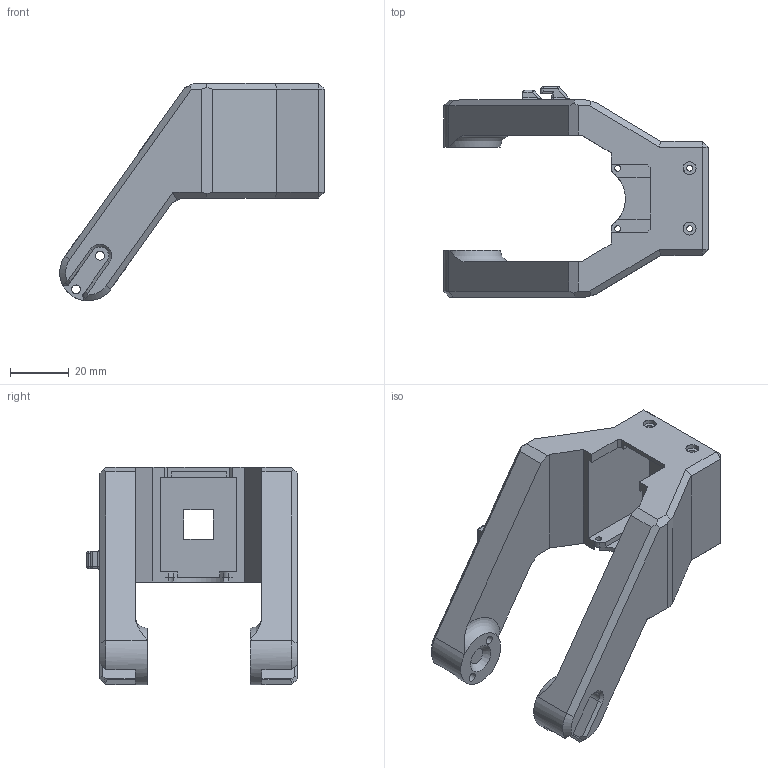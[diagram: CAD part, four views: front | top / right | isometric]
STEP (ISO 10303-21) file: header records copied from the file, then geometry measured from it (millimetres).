
FILE_DESCRIPTION(/* description */ ('STEP AP242','CAx-IF Rec.Pracs.---Representation and Presentation of Product Manufacturing Information (PMI)---4.0---2014-10-13','CAx-IF Rec.Pracs.---3D Tessellated Geometry---0.4---2014-09-14','2;1'),/* implementation_level */ '2;1');
FILE_NAME(/* name */ 'L45 - Part 1',/* time_stamp */ '2025-08-26T16:44:15Z',/* author */ (''),/* organization */ (''),/* preprocessor_version */ 'ST-DEVELOPER v20',/* originating_system */ 'ONSHAPE BY PTC INC, 1.202',/* authorisation */ ' ');
FILE_SCHEMA (('AP242_MANAGED_MODEL_BASED_3D_ENGINEERING_MIM_LF { 1 0 10303 442 1 1 4 }'));
Length unit declared in the file: metre
Products named in the file (1): Part 1
Bounding box: 89.85 x 71.5 x 73.92 mm (x, y, z)
Volume: 72056.9 mm3; surface area: 23679.6 mm2
Topology: 1 solids, 1 shells, 205 faces, 515 edges, 312 vertices
Faces by surface type: plane 115, cylinder 58, bspline 12, cone 8, sphere 7, torus 5
Full cylindrical faces by diameter (mm): 2 x8, 3 x4, 4.4 x2
Entity records: 6123 total; most frequent: CARTESIAN_POINT 1289, ORIENTED_EDGE 982, DIRECTION 974, EDGE_CURVE 491, AXIS2_PLACEMENT_3D 329, LINE 316, VECTOR 316, VERTEX_POINT 311
